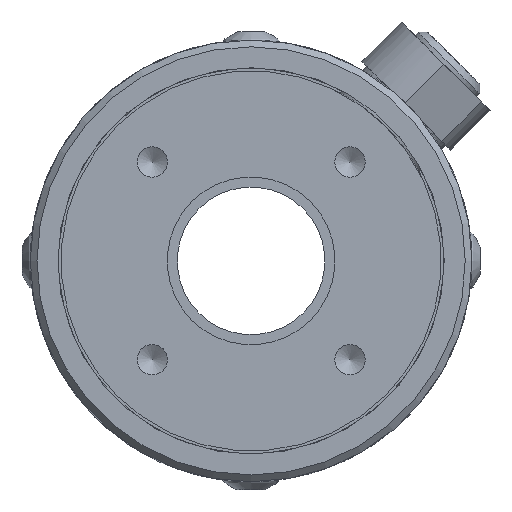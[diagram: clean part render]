
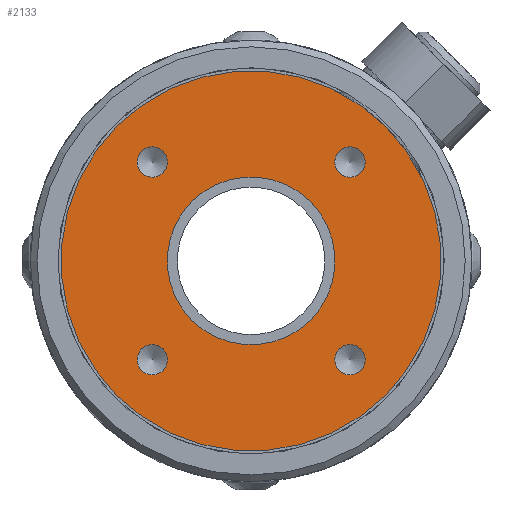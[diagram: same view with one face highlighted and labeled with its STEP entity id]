
A CAD part, front view. The second image highlights one B-rep face of the part: STEP entity #2133.
In plain terms, the highlighted planar face has unit normal (0, -1, 0).
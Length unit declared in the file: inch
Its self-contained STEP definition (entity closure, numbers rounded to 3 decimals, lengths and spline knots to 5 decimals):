
#293=PLANE('',#2368);
#399=FACE_BOUND('',#789,.T.);
#400=FACE_BOUND('',#790,.T.);
#401=FACE_BOUND('',#791,.T.);
#402=FACE_BOUND('',#792,.T.);
#403=FACE_BOUND('',#793,.T.);
#555=FACE_OUTER_BOUND('',#788,.T.);
#788=EDGE_LOOP('',(#1743));
#789=EDGE_LOOP('',(#1744));
#790=EDGE_LOOP('',(#1745));
#791=EDGE_LOOP('',(#1746));
#792=EDGE_LOOP('',(#1747));
#793=EDGE_LOOP('',(#1748));
#928=CIRCLE('',#2369,0.85);
#929=CIRCLE('',#2370,0.068);
#930=CIRCLE('',#2371,0.068);
#931=CIRCLE('',#2372,0.068);
#932=CIRCLE('',#2373,0.068);
#933=CIRCLE('',#2374,0.375);
#1112=VERTEX_POINT('',#4183);
#1113=VERTEX_POINT('',#4185);
#1114=VERTEX_POINT('',#4187);
#1115=VERTEX_POINT('',#4189);
#1116=VERTEX_POINT('',#4191);
#1117=VERTEX_POINT('',#4193);
#1334=EDGE_CURVE('',#1112,#1112,#928,.T.);
#1335=EDGE_CURVE('',#1113,#1113,#929,.T.);
#1336=EDGE_CURVE('',#1114,#1114,#930,.T.);
#1337=EDGE_CURVE('',#1115,#1115,#931,.T.);
#1338=EDGE_CURVE('',#1116,#1116,#932,.T.);
#1339=EDGE_CURVE('',#1117,#1117,#933,.T.);
#1743=ORIENTED_EDGE('',*,*,#1334,.F.);
#1744=ORIENTED_EDGE('',*,*,#1335,.T.);
#1745=ORIENTED_EDGE('',*,*,#1336,.T.);
#1746=ORIENTED_EDGE('',*,*,#1337,.T.);
#1747=ORIENTED_EDGE('',*,*,#1338,.T.);
#1748=ORIENTED_EDGE('',*,*,#1339,.T.);
#2133=ADVANCED_FACE('',(#555,#399,#400,#401,#402,#403),#293,.T.);
#2368=AXIS2_PLACEMENT_3D('',#4182,#2911,#2912);
#2369=AXIS2_PLACEMENT_3D('',#4184,#2913,#2914);
#2370=AXIS2_PLACEMENT_3D('',#4186,#2915,#2916);
#2371=AXIS2_PLACEMENT_3D('',#4188,#2917,#2918);
#2372=AXIS2_PLACEMENT_3D('',#4190,#2919,#2920);
#2373=AXIS2_PLACEMENT_3D('',#4192,#2921,#2922);
#2374=AXIS2_PLACEMENT_3D('',#4194,#2923,#2924);
#2911=DIRECTION('center_axis',(0.,-1.,0.));
#2912=DIRECTION('ref_axis',(0.707,0.,0.707));
#2913=DIRECTION('center_axis',(0.,1.,0.));
#2914=DIRECTION('ref_axis',(0.707,0.,0.707));
#2915=DIRECTION('center_axis',(0.,1.,0.));
#2916=DIRECTION('ref_axis',(0.707,0.,-0.707));
#2917=DIRECTION('center_axis',(0.,1.,0.));
#2918=DIRECTION('ref_axis',(-0.707,0.,-0.707));
#2919=DIRECTION('center_axis',(0.,1.,0.));
#2920=DIRECTION('ref_axis',(-0.707,0.,0.707));
#2921=DIRECTION('center_axis',(0.,1.,0.));
#2922=DIRECTION('ref_axis',(0.707,0.,0.707));
#2923=DIRECTION('center_axis',(0.,1.,0.));
#2924=DIRECTION('ref_axis',(0.707,0.,0.707));
#4182=CARTESIAN_POINT('Origin',(-7.46428,-5.99358,0.44884));
#4183=CARTESIAN_POINT('',(-7.16376,-5.99358,0.74936));
#4184=CARTESIAN_POINT('Origin',(-7.7648,-5.99358,0.14832));
#4185=CARTESIAN_POINT('',(-7.27478,-5.99358,0.54218));
#4186=CARTESIAN_POINT('Origin',(-7.32286,-5.99358,0.59026));
#4187=CARTESIAN_POINT('',(-7.37094,-5.99358,-0.34171));
#4188=CARTESIAN_POINT('Origin',(-7.32286,-5.99358,-0.29363));
#4189=CARTESIAN_POINT('',(-8.25483,-5.99358,-0.24554));
#4190=CARTESIAN_POINT('Origin',(-8.20674,-5.99358,-0.29363));
#4191=CARTESIAN_POINT('',(-8.15866,-5.99358,0.63834));
#4192=CARTESIAN_POINT('Origin',(-8.20674,-5.99358,0.59026));
#4193=CARTESIAN_POINT('',(-7.49964,-5.99358,0.41348));
#4194=CARTESIAN_POINT('Origin',(-7.7648,-5.99358,0.14832));
